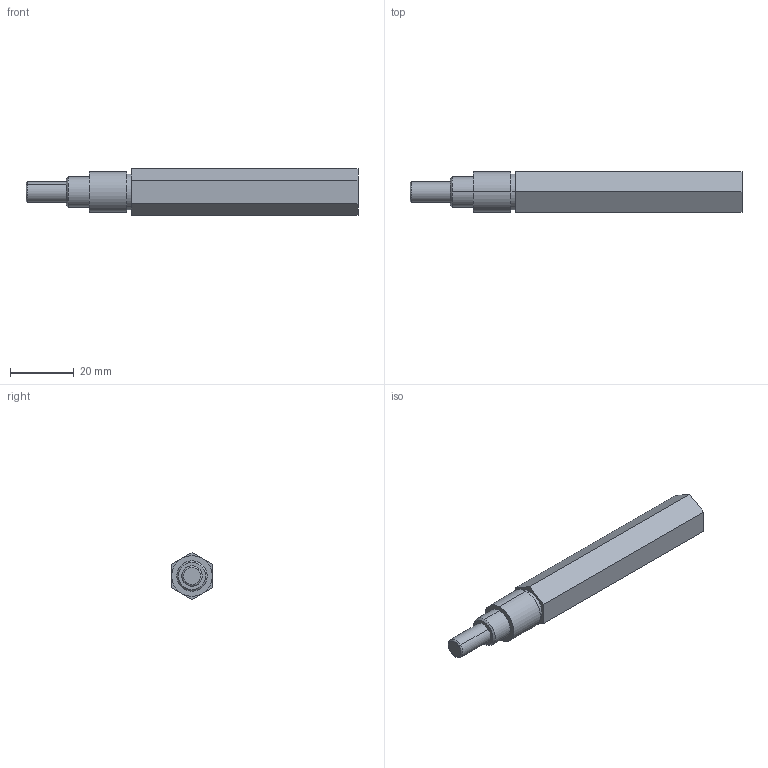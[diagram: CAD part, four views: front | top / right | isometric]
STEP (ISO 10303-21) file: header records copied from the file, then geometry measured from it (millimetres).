
FILE_DESCRIPTION (( 'STEP AP203' ), '1' );
FILE_NAME ('am-4729 am-4729_mag am-4729_pin ToughBox E Short Hex Output.STEP', '2022-06-14T13:08:36', ( '' ), ( '' ), 'SwSTEP 2.0', 'SolidWorks 2021', '' );
FILE_SCHEMA (( 'CONFIG_CONTROL_DESIGN' ));
Length unit declared in the file: inch
Products named in the file (3): am-xxxx ToughBox Short Hex Output Shaft; 250x1000_dowel; am-4729 am-4729_mag am-4729_pin ToughBox E Short Hex Output
Assembly tree (2 placements, depth 2):
  am-4729 am-4729_mag am-4729_pin ToughBox E Short Hex Output
    am-xxxx ToughBox Short Hex Output Shaft
    250x1000_dowel
Bounding box: 104.13 x 12.7 x 14.66 mm (x, y, z)
Volume: 12039.4 mm3; surface area: 5317.3 mm2
Topology: 2 solids, 2 shells, 35 faces, 74 edges, 44 vertices
Faces by surface type: plane 13, cylinder 12, cone 6, torus 4
Entity records: 1225 total; most frequent: DIRECTION 184, CARTESIAN_POINT 154, ORIENTED_EDGE 140, AXIS2_PLACEMENT_3D 74, EDGE_CURVE 70, VERTEX_POINT 44, EDGE_LOOP 40, VECTOR 36
